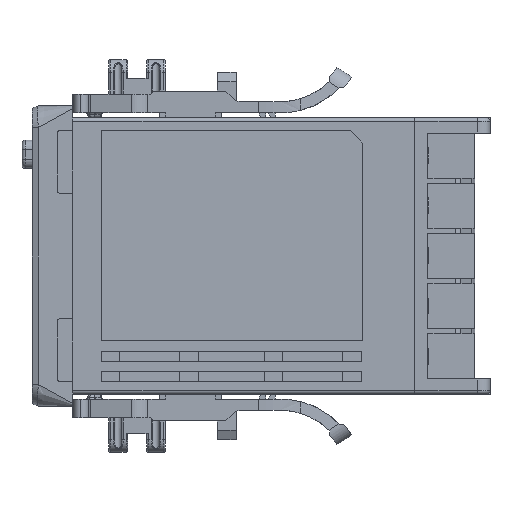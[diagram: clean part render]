
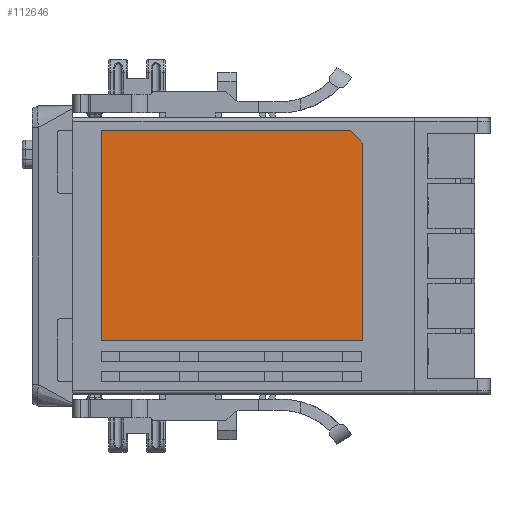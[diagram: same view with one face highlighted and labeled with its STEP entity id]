
A CAD part, left-side view. The second image highlights one B-rep face of the part: STEP entity #112646.
In plain terms, the highlighted face is planar.
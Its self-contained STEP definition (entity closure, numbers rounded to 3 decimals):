
#1150 = DIRECTION ( 'NONE',  ( 0., 0., -1. ) ) ;
#5688 = VERTEX_POINT ( 'NONE', #30320 ) ;
#7360 = ORIENTED_EDGE ( 'NONE', *, *, #88356, .T. ) ;
#8245 = DIRECTION ( 'NONE',  ( 0., 0.707, -0.707 ) ) ;
#9528 = CARTESIAN_POINT ( 'NONE',  ( -367.2, -8.3, -13.5 ) ) ;
#10504 = LINE ( 'NONE', #48412, #106661 ) ;
#15021 = CARTESIAN_POINT ( 'NONE',  ( -367.2, -50., 20. ) ) ;
#17032 = LINE ( 'NONE', #9528, #111921 ) ;
#17771 = DIRECTION ( 'NONE',  ( 0., -1., 0. ) ) ;
#19455 = ORIENTED_EDGE ( 'NONE', *, *, #36849, .T. ) ;
#19783 = CARTESIAN_POINT ( 'NONE',  ( -367.2, -50., 20. ) ) ;
#30320 = CARTESIAN_POINT ( 'NONE',  ( -367.2, -50., -13.5 ) ) ;
#33789 = CARTESIAN_POINT ( 'NONE',  ( -367.2, -8.3, -13.5 ) ) ;
#33990 = DIRECTION ( 'NONE',  ( 1., 0., 0. ) ) ;
#36849 = EDGE_CURVE ( 'NONE', #61535, #5688, #104912, .T. ) ;
#37503 = DIRECTION ( 'NONE',  ( 0., -1., 0. ) ) ;
#38604 = EDGE_CURVE ( 'NONE', #53540, #46773, #55462, .T. ) ;
#46773 = VERTEX_POINT ( 'NONE', #50944 ) ;
#48412 = CARTESIAN_POINT ( 'NONE',  ( -367.2, -8.3, -13.5 ) ) ;
#49624 = VECTOR ( 'NONE', #8245, 1000. ) ;
#50944 = CARTESIAN_POINT ( 'NONE',  ( -367.2, -8.3, 18. ) ) ;
#53540 = VERTEX_POINT ( 'NONE', #97223 ) ;
#53846 = CARTESIAN_POINT ( 'NONE',  ( -367.2, -56., 22.25 ) ) ;
#55462 = LINE ( 'NONE', #93373, #49624 ) ;
#55674 = LINE ( 'NONE', #112231, #113763 ) ;
#58329 = DIRECTION ( 'NONE',  ( 0., 0., 1. ) ) ;
#61319 = DIRECTION ( 'NONE',  ( 0., 1., 0. ) ) ;
#61535 = VERTEX_POINT ( 'NONE', #15021 ) ;
#68803 = ORIENTED_EDGE ( 'NONE', *, *, #115722, .T. ) ;
#78458 = ORIENTED_EDGE ( 'NONE', *, *, #95936, .F. ) ;
#84983 = EDGE_LOOP ( 'NONE', ( #78458, #68803, #86853, #7360, #19455 ) ) ;
#86853 = ORIENTED_EDGE ( 'NONE', *, *, #38604, .F. ) ;
#88356 = EDGE_CURVE ( 'NONE', #53540, #61535, #55674, .T. ) ;
#90511 = AXIS2_PLACEMENT_3D ( 'NONE', #53846, #33990, #61319 ) ;
#93373 = CARTESIAN_POINT ( 'NONE',  ( -367.2, -10.3, 20. ) ) ;
#95936 = EDGE_CURVE ( 'NONE', #102210, #5688, #17032, .T. ) ;
#97223 = CARTESIAN_POINT ( 'NONE',  ( -367.2, -10.3, 20. ) ) ;
#102210 = VERTEX_POINT ( 'NONE', #33789 ) ;
#104912 = LINE ( 'NONE', #19783, #113549 ) ;
#106661 = VECTOR ( 'NONE', #58329, 1000. ) ;
#108552 = PLANE ( 'NONE',  #90511 ) ;
#111921 = VECTOR ( 'NONE', #37503, 1000. ) ;
#112231 = CARTESIAN_POINT ( 'NONE',  ( -367.2, -10.3, 20. ) ) ;
#112646 = ADVANCED_FACE ( 'NONE', ( #117873 ), #108552, .T. ) ;
#113549 = VECTOR ( 'NONE', #1150, 1000. ) ;
#113763 = VECTOR ( 'NONE', #17771, 1000. ) ;
#115722 = EDGE_CURVE ( 'NONE', #102210, #46773, #10504, .T. ) ;
#117873 = FACE_OUTER_BOUND ( 'NONE', #84983, .T. ) ;
